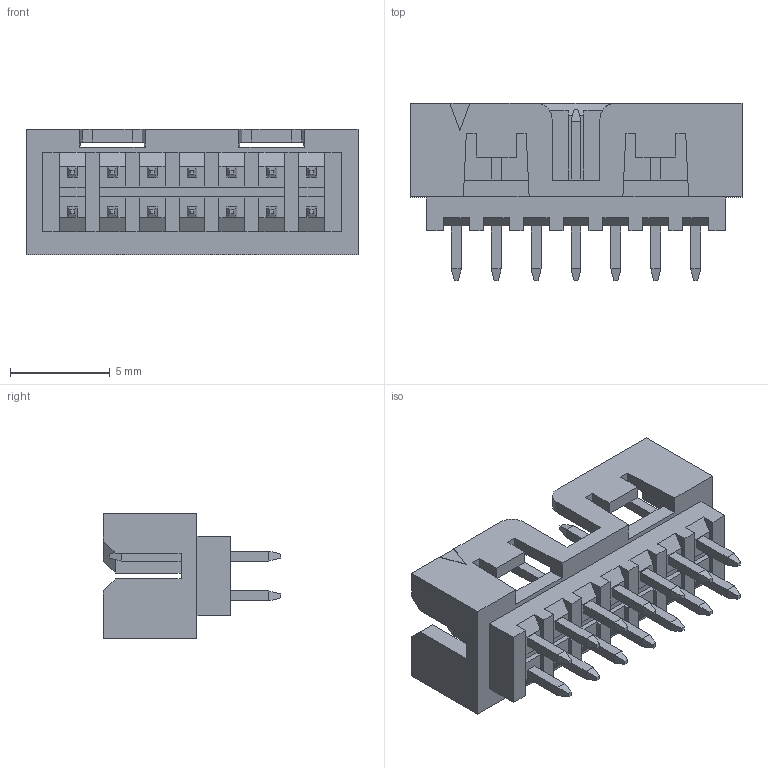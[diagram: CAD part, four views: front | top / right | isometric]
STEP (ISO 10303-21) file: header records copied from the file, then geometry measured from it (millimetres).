
FILE_DESCRIPTION(/* description */ (''),/* implementation_level */ '2;1');
FILE_NAME(/* name */ '6088.stp.ipt.stp',/* time_stamp */ '2020-09-16T11:43:44+02:00',/* author */ ('me'),/* organization */ (''),/* preprocessor_version */ 'ST-DEVELOPER v16.5',/* originating_system */ 'Autodesk Inventor 2017',/* authorisation */ '');
FILE_SCHEMA (('AUTOMOTIVE_DESIGN { 1 0 10303 214 3 1 1 }'));
Length unit declared in the file: millimetre
Products named in the file (1): 6088.stp
Bounding box: 16.65 x 8.9 x 6.3 mm (x, y, z)
Volume: 285.4 mm3; surface area: 784.5 mm2
Topology: 1 solids, 1 shells, 401 faces, 1016 edges, 642 vertices
Faces by surface type: plane 399, cylinder 2
Entity records: 11674 total; most frequent: CARTESIAN_POINT 2046, ORIENTED_EDGE 2004, DIRECTION 1840, EDGE_CURVE 1002, LINE 996, VECTOR 996, VERTEX_POINT 628, EDGE_LOOP 430
